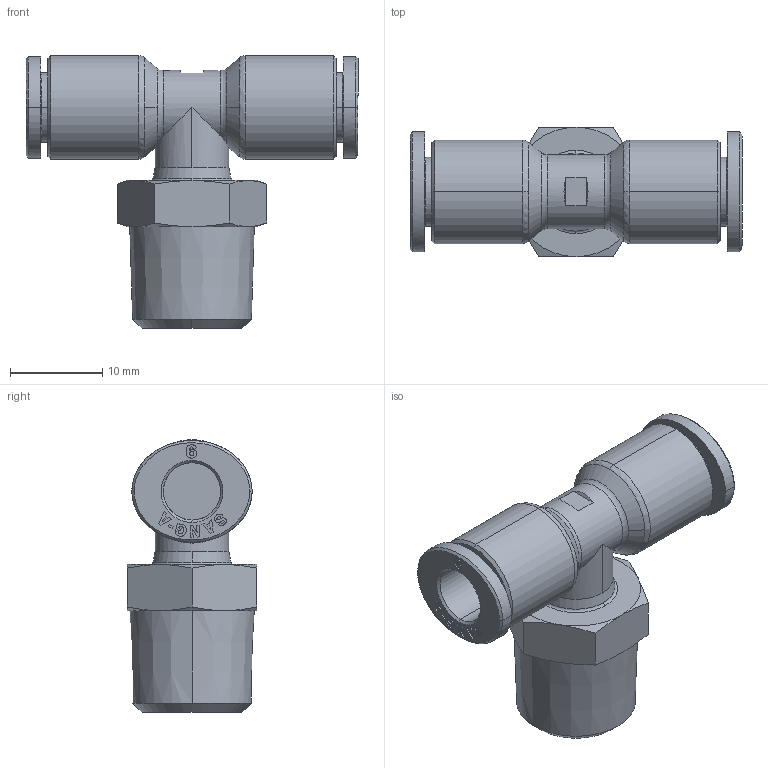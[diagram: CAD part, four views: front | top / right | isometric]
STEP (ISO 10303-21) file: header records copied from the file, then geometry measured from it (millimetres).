
FILE_DESCRIPTION (( 'STEP AP214' ), '1' );
FILE_NAME ('PT06-02.stp', '2015-09-25T09:35:03', ( '' ), ( '' ), 'SwSTEP 2.0', 'SolidWorks 2015', '' );
FILE_SCHEMA (( 'AUTOMOTIVE_DESIGN' ));
Length unit declared in the file: millimetre
Products named in the file (2): ｦ+ﾃｦ1; PT06-02
Assembly tree (1 placements, depth 2):
  PT06-02
    ｦ+ﾃｦ1
Bounding box: 35.9 x 14 x 29.5 mm (x, y, z)
Volume: 4117 mm3; surface area: 3502.3 mm2
Topology: 1 solids, 1 shells, 489 faces, 1342 edges, 883 vertices
Faces by surface type: plane 348, bspline 68, cylinder 35, cone 34, torus 4
Entity records: 18430 total; most frequent: CARTESIAN_POINT 5896, ORIENTED_EDGE 2680, DIRECTION 2128, EDGE_CURVE 1340, LINE 1026, VECTOR 1026, VERTEX_POINT 883, AXIS2_PLACEMENT_3D 551
